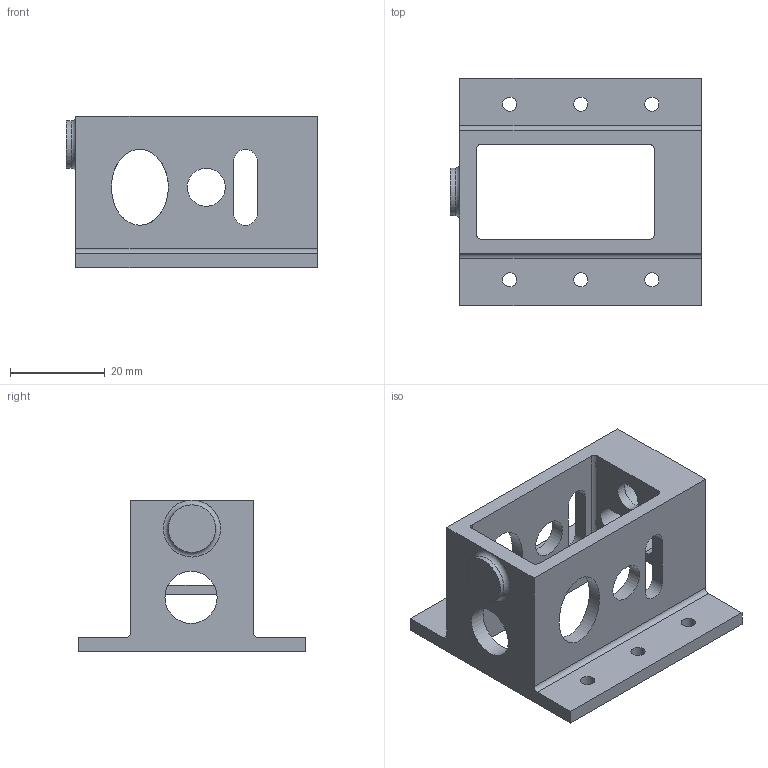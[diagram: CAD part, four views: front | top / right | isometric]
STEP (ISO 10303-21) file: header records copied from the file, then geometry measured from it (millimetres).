
FILE_DESCRIPTION(/* description */ (''),/* implementation_level */ '2;1');
FILE_NAME(/* name */ 'CARTER T6 Ajouré V4.stp',/* time_stamp */ '2020-04-23T11:43:23+02:00',/* author */ ('Alain'),/* organization */ (''),/* preprocessor_version */ 'ST-DEVELOPER v18.1',/* originating_system */ 'AutoCAD Mechanical',/* authorisation */ '');
FILE_SCHEMA (('AUTOMOTIVE_DESIGN { 1 0 10303 214 3 1 1 }'));
Length unit declared in the file: millimetre
Products named in the file (1): Product
Bounding box: 53 x 48 x 32 mm (x, y, z)
Volume: 15849.5 mm3; surface area: 12148.6 mm2
Topology: 1 solids, 1 shells, 60 faces, 186 edges, 133 vertices
Faces by surface type: cylinder 29, plane 28, bspline 2, torus 1
Full cylindrical faces by diameter (mm): 2 x4, 3 x6, 6 x1, 8 x4, 10 x1, 11 x1
Entity records: 2273 total; most frequent: CARTESIAN_POINT 414, DIRECTION 398, ORIENTED_EDGE 372, EDGE_CURVE 186, AXIS2_PLACEMENT_3D 153, VERTEX_POINT 133, EDGE_LOOP 97, LINE 92
